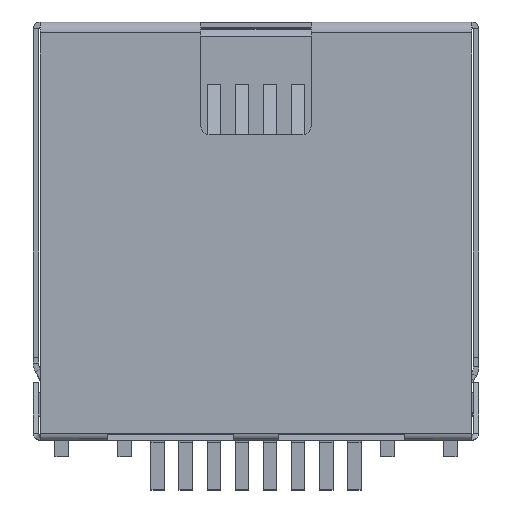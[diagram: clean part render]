
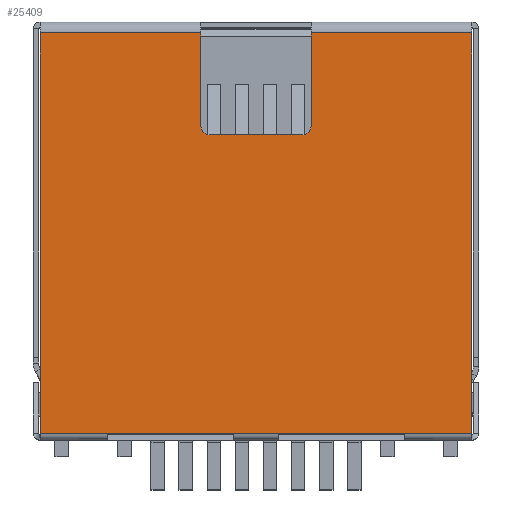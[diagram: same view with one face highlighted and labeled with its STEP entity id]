
A CAD part, top view. The second image highlights one B-rep face of the part: STEP entity #25409.
In plain terms, the highlighted planar face has unit normal (0, 0, 1).
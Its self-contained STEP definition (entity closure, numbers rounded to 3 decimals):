
#20051=DIRECTION('',(1.,0.,0.));
#20052=VECTOR('',#20051,2.461);
#20053=CARTESIAN_POINT('',(-7.85,7.35,11.1));
#20054=LINE('',#20053,#20052);
#20069=DIRECTION('',(1.,0.,0.));
#20070=VECTOR('',#20069,2.461);
#20071=CARTESIAN_POINT('',(5.389,7.35,11.1));
#20072=LINE('',#20071,#20070);
#20087=DIRECTION('',(1.,0.,0.));
#20088=VECTOR('',#20087,1.655);
#20089=CARTESIAN_POINT('',(-0.828,7.35,11.1));
#20090=LINE('',#20089,#20088);
#20108=DIRECTION('',(-1.,0.,0.));
#20109=VECTOR('',#20108,4.561);
#20110=CARTESIAN_POINT('',(-0.828,7.35,11.1));
#20111=LINE('',#20110,#20109);
#20112=DIRECTION('',(-1.,0.,0.));
#20113=VECTOR('',#20112,4.561);
#20114=CARTESIAN_POINT('',(5.389,7.35,11.1));
#20115=LINE('',#20114,#20113);
#20116=DIRECTION('',(0.,1.,0.));
#20117=VECTOR('',#20116,14.55);
#20118=CARTESIAN_POINT('',(7.85,-7.2,11.1));
#20119=LINE('',#20118,#20117);
#20120=DIRECTION('',(0.,1.,0.));
#20121=VECTOR('',#20120,3.4);
#20122=CARTESIAN_POINT('',(2.,-7.2,11.1));
#20123=LINE('',#20122,#20121);
#20124=DIRECTION('',(1.,0.,0.));
#20125=VECTOR('',#20124,3.4);
#20126=CARTESIAN_POINT('',(-1.7,-3.5,11.1));
#20127=LINE('',#20126,#20125);
#20128=DIRECTION('',(0.,1.,0.));
#20129=VECTOR('',#20128,3.4);
#20130=CARTESIAN_POINT('',(-2.,-7.2,11.1));
#20131=LINE('',#20130,#20129);
#20132=DIRECTION('',(0.,-1.,0.));
#20133=VECTOR('',#20132,14.55);
#20134=CARTESIAN_POINT('',(-7.85,7.35,11.1));
#20135=LINE('',#20134,#20133);
#20256=DIRECTION('',(1.,0.,0.));
#20257=VECTOR('',#20256,5.85);
#20258=CARTESIAN_POINT('',(-7.85,-7.2,11.1));
#20259=LINE('',#20258,#20257);
#20268=CARTESIAN_POINT('',(-1.7,-3.8,11.1));
#20269=DIRECTION('',(0.,0.,-1.));
#20270=DIRECTION('',(-1.,0.,0.));
#20271=AXIS2_PLACEMENT_3D('',#20268,#20269,#20270);
#20286=CARTESIAN_POINT('',(1.7,-3.8,11.1));
#20287=DIRECTION('',(0.,0.,-1.));
#20288=DIRECTION('',(0.,1.,0.));
#20289=AXIS2_PLACEMENT_3D('',#20286,#20287,#20288);
#20313=DIRECTION('',(1.,0.,0.));
#20314=VECTOR('',#20313,5.85);
#20315=CARTESIAN_POINT('',(2.,-7.2,11.1));
#20316=LINE('',#20315,#20314);
#23785=CARTESIAN_POINT('',(7.85,-7.2,11.1));
#23786=CARTESIAN_POINT('',(7.85,7.35,11.1));
#23787=VERTEX_POINT('',#23785);
#23788=VERTEX_POINT('',#23786);
#23789=CARTESIAN_POINT('',(-7.85,7.35,11.1));
#23790=CARTESIAN_POINT('',(-7.85,-7.2,11.1));
#23791=VERTEX_POINT('',#23789);
#23792=VERTEX_POINT('',#23790);
#23817=CARTESIAN_POINT('',(-2.,-7.2,11.1));
#23818=VERTEX_POINT('',#23817);
#23819=CARTESIAN_POINT('',(2.,-7.2,11.1));
#23820=VERTEX_POINT('',#23819);
#23833=CARTESIAN_POINT('',(-2.,-3.8,11.1));
#23835=VERTEX_POINT('',#23833);
#23837=CARTESIAN_POINT('',(-1.7,-3.5,11.1));
#23839=VERTEX_POINT('',#23837);
#23841=CARTESIAN_POINT('',(1.7,-3.5,11.1));
#23843=VERTEX_POINT('',#23841);
#23845=CARTESIAN_POINT('',(2.,-3.8,11.1));
#23847=VERTEX_POINT('',#23845);
#24169=CARTESIAN_POINT('',(-0.828,7.35,11.1));
#24170=CARTESIAN_POINT('',(-5.389,7.35,11.1));
#24171=VERTEX_POINT('',#24169);
#24172=VERTEX_POINT('',#24170);
#24173=CARTESIAN_POINT('',(5.389,7.35,11.1));
#24174=CARTESIAN_POINT('',(0.828,7.35,11.1));
#24175=VERTEX_POINT('',#24173);
#24176=VERTEX_POINT('',#24174);
#25378=CARTESIAN_POINT('',(7.85,-7.6,11.1));
#25379=DIRECTION('',(0.,0.,1.));
#25380=DIRECTION('',(1.,0.,0.));
#25381=AXIS2_PLACEMENT_3D('',#25378,#25379,#25380);
#25382=PLANE('',#25381);
#25383=ORIENTED_EDGE('',*,*,#25361,.F.);
#25384=ORIENTED_EDGE('',*,*,#25299,.T.);
#25386=ORIENTED_EDGE('',*,*,#25385,.F.);
#25387=ORIENTED_EDGE('',*,*,#25291,.T.);
#25389=ORIENTED_EDGE('',*,*,#25388,.F.);
#25391=ORIENTED_EDGE('',*,*,#25390,.F.);
#25393=ORIENTED_EDGE('',*,*,#25392,.T.);
#25395=ORIENTED_EDGE('',*,*,#25394,.F.);
#25397=ORIENTED_EDGE('',*,*,#25396,.F.);
#25399=ORIENTED_EDGE('',*,*,#25398,.F.);
#25401=ORIENTED_EDGE('',*,*,#25400,.F.);
#25403=ORIENTED_EDGE('',*,*,#25402,.F.);
#25405=ORIENTED_EDGE('',*,*,#25404,.F.);
#25406=ORIENTED_EDGE('',*,*,#25285,.T.);
#25407=EDGE_LOOP('',(#25383,#25384,#25386,#25387,#25389,#25391,#25393,#25395,
#25397,#25399,#25401,#25403,#25405,#25406));
#25408=FACE_OUTER_BOUND('',#25407,.F.);
#20272=CIRCLE('',#20271,0.3);
#20290=CIRCLE('',#20289,0.3);
#25285=EDGE_CURVE('',#23791,#24172,#20054,.T.);
#25291=EDGE_CURVE('',#24175,#23788,#20072,.T.);
#25299=EDGE_CURVE('',#24171,#24176,#20090,.T.);
#25361=EDGE_CURVE('',#24171,#24172,#20111,.T.);
#25385=EDGE_CURVE('',#24175,#24176,#20115,.T.);
#25388=EDGE_CURVE('',#23787,#23788,#20119,.T.);
#25390=EDGE_CURVE('',#23820,#23787,#20316,.T.);
#25392=EDGE_CURVE('',#23820,#23847,#20123,.T.);
#25394=EDGE_CURVE('',#23843,#23847,#20290,.T.);
#25396=EDGE_CURVE('',#23839,#23843,#20127,.T.);
#25398=EDGE_CURVE('',#23835,#23839,#20272,.T.);
#25400=EDGE_CURVE('',#23818,#23835,#20131,.T.);
#25402=EDGE_CURVE('',#23792,#23818,#20259,.T.);
#25404=EDGE_CURVE('',#23791,#23792,#20135,.T.);
#25409=ADVANCED_FACE('',(#25408),#25382,.T.);
